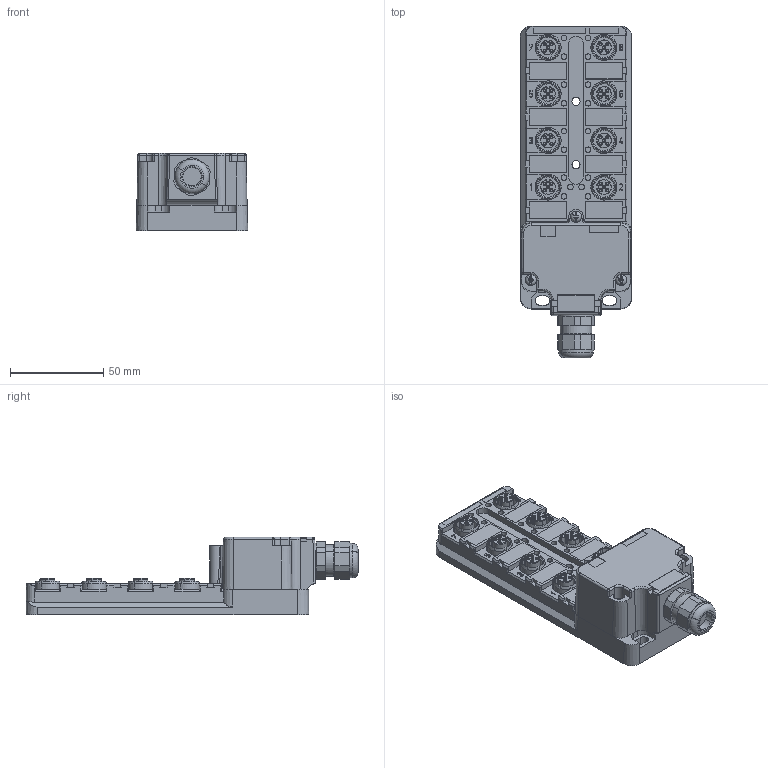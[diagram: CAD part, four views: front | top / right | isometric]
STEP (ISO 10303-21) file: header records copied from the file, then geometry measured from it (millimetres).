
FILE_DESCRIPTION(('CATIA V5 STEP Exchange','CAx-IF Rec.Pracs.--- Model Styling and Organization---1.5--- 2016-08-15','CAx-IF Rec.Pracs.---Supplemental Geometry---1.0---2011-11-01','CAx-IF Rec.Pracs.--- Composite Materials ---1.1---2010-07-15'),'2;1');
FILE_NAME ('020829-2_2', '2025-02-25T13:16:05+00:00', ('none'), ('Weidmueller'), 'CATIA Version 5-6 Release 2022 SP4 HF5', 'CATIA V5 STEP AP214 v3', 'none');
FILE_SCHEMA(('AUTOMOTIVE_DESIGN { 1 0 10303 214 1 1 1 1 }'));
Length unit declared in the file: millimetre
Products named in the file (1): 1767880000
Bounding box: 60 x 178.33 x 41.5 mm (x, y, z)
Volume: 198518.2 mm3; surface area: 49244.8 mm2
Topology: 1 solids, 6 shells, 1357 faces, 3363 edges, 2156 vertices
Faces by surface type: plane 559, cylinder 482, cone 252, torus 52, sphere 12
Entity records: 40540 total; most frequent: CARTESIAN_POINT 8568, ORIENTED_EDGE 6702, DIRECTION 5365, EDGE_CURVE 3351, AXIS2_PLACEMENT_3D 2392, VERTEX_POINT 2156, VECTOR 1826, LINE 1826
